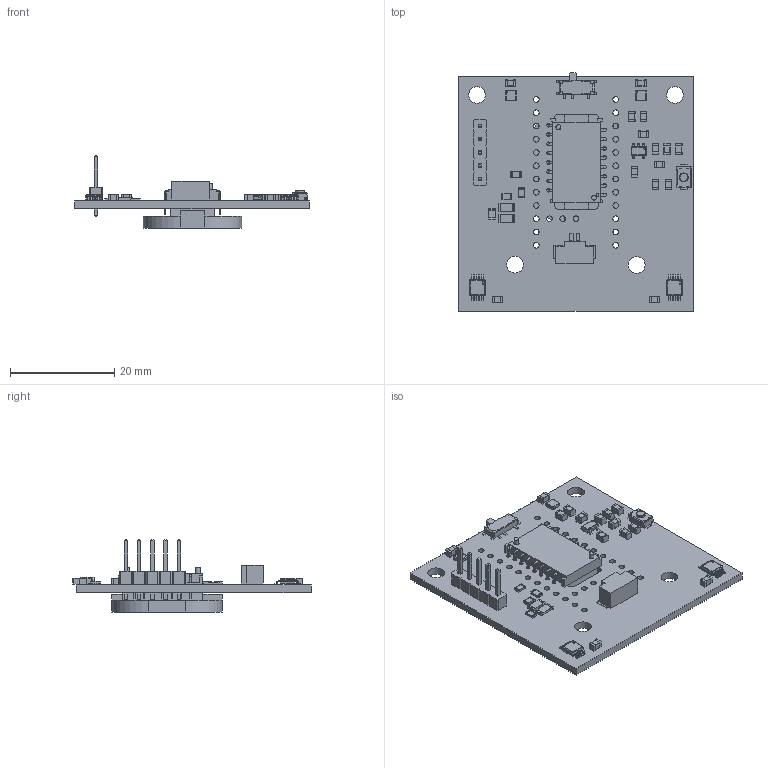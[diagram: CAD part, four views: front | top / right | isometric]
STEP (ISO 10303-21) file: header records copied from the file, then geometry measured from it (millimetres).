
FILE_DESCRIPTION(('KiCad electronic assembly'),'2;1');
FILE_NAME('mouse.step','2025-11-05T21:17:19',('Pcbnew'),('Kicad'), 'Open CASCADE STEP processor 7.9','KiCad to STEP converter','Unknown' );
FILE_SCHEMA(('AUTOMOTIVE_DESIGN { 1 0 10303 214 1 1 1 1 }'));
Length unit declared in the file: millimetre
Products named in the file (24): mouse 1; PMW3360 v12; Chip; Lead; Lead(Mirror); SOLID; Lens; R_0805_2012Metric; TS-1088-AR02016; C_0805_2012Metric; PinHeader_1x05_P2.54mm_Vertical; TMAG5170A2QDGKR; BODY_MUA08A; LEAD_MUA08A; R_1206_3216Metric; SSSS811101; 53261-4002; Body; Pins; AH8503-FDC-7; 1; 2; TLV70019DDCR; mouse_PCB
Assembly tree (63 placements, depth 4):
  mouse 1
    PMW3360 v12
      Chip
        Lead  x8
        Lead(Mirror)  x8
        SOLID
      Lens
    R_0805_2012Metric  x4
    TS-1088-AR02016
    C_0805_2012Metric  x14
    PinHeader_1x05_P2.54mm_Vertical
    TMAG5170A2QDGKR  x2
      BODY_MUA08A
      LEAD_MUA08A
    R_1206_3216Metric  x2
    SSSS811101
    53261-4002
      Body
      Pins
    AH8503-FDC-7  x2
      1
      2
    TLV70019DDCR
    mouse_PCB
Bounding box: 45 x 45.66 x 13.81 mm (x, y, z)
Volume: 4277.8 mm3; surface area: 7091.5 mm2
Topology: 91 solids, 91 shells, 2034 faces, 5178 edges, 3356 vertices
Faces by surface type: plane 1415, cylinder 568, sphere 26, bspline 17, cone 6, torus 2
Full cylindrical faces by diameter (mm): 0.5 x1, 0.7 x16, 0.9 x4, 1 x6, 1.092 x27, 3.2 x4
Entity records: 35030 total; most frequent: CARTESIAN_POINT 5686, DIRECTION 5270, ORIENTED_EDGE 5228, EDGE_CURVE 2614, LINE 2072, VECTOR 2072, VERTEX_POINT 1679, AXIS2_PLACEMENT_3D 1599
